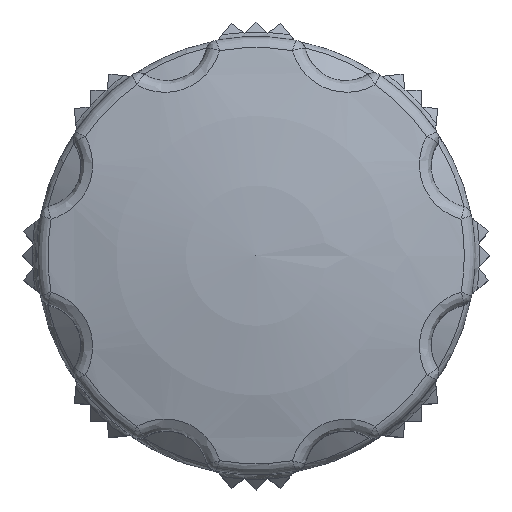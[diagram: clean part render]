
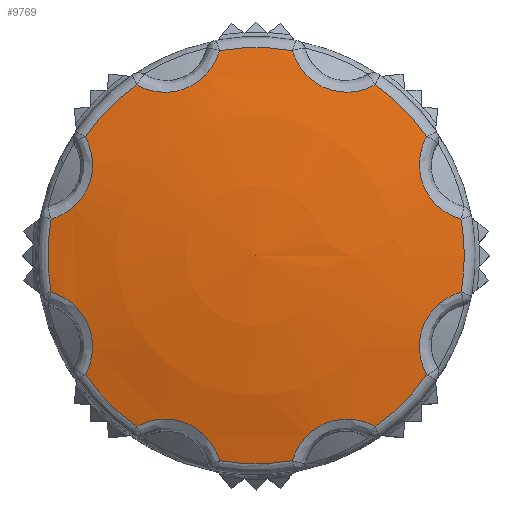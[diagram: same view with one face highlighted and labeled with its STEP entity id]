
A CAD part, top view. The second image highlights one B-rep face of the part: STEP entity #9769.
In plain terms, the highlighted spherical face has radius 28.625 mm.
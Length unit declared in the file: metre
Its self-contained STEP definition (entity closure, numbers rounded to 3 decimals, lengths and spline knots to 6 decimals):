
#92=SPHERICAL_SURFACE('',#10531,0.028625);
#1403=B_SPLINE_CURVE_WITH_KNOTS('',3,(#15121,#15122,#15123,#15124,#15125),
 .UNSPECIFIED.,.F.,.F.,(4,1,4),(0.,0.001795,
0.00359),.UNSPECIFIED.);
#1404=B_SPLINE_CURVE_WITH_KNOTS('',3,(#15129,#15130,#15131,#15132,#15133),
 .UNSPECIFIED.,.F.,.F.,(4,1,4),(0.,0.001794,
0.003588),.UNSPECIFIED.);
#1405=B_SPLINE_CURVE_WITH_KNOTS('',3,(#15137,#15138,#15139,#15140,#15141),
 .UNSPECIFIED.,.F.,.F.,(4,1,4),(0.,0.001795,
0.00359),.UNSPECIFIED.);
#1406=B_SPLINE_CURVE_WITH_KNOTS('',3,(#15145,#15146,#15147,#15148,#15149),
 .UNSPECIFIED.,.F.,.F.,(4,1,4),(0.,0.001794,
0.003588),.UNSPECIFIED.);
#1407=B_SPLINE_CURVE_WITH_KNOTS('',3,(#15153,#15154,#15155,#15156,#15157),
 .UNSPECIFIED.,.F.,.F.,(4,1,4),(0.,0.001795,
0.00359),.UNSPECIFIED.);
#1408=B_SPLINE_CURVE_WITH_KNOTS('',3,(#15161,#15162,#15163,#15164,#15165),
 .UNSPECIFIED.,.F.,.F.,(4,1,4),(0.,0.001794,
0.003588),.UNSPECIFIED.);
#1409=B_SPLINE_CURVE_WITH_KNOTS('',3,(#15169,#15170,#15171,#15172,#15173),
 .UNSPECIFIED.,.F.,.F.,(4,1,4),(0.,0.001795,
0.00359),.UNSPECIFIED.);
#1410=B_SPLINE_CURVE_WITH_KNOTS('',3,(#15177,#15178,#15179,#15180,#15181),
 .UNSPECIFIED.,.F.,.F.,(4,1,4),(0.,0.001794,
0.003588),.UNSPECIFIED.);
#3057=ORIENTED_EDGE('',*,*,#5980,.T.);
#3058=ORIENTED_EDGE('',*,*,#5981,.T.);
#3059=ORIENTED_EDGE('',*,*,#5982,.T.);
#3060=ORIENTED_EDGE('',*,*,#5983,.T.);
#3061=ORIENTED_EDGE('',*,*,#5984,.T.);
#3062=ORIENTED_EDGE('',*,*,#5985,.T.);
#3063=ORIENTED_EDGE('',*,*,#5986,.T.);
#3064=ORIENTED_EDGE('',*,*,#5987,.T.);
#3065=ORIENTED_EDGE('',*,*,#5988,.T.);
#3066=ORIENTED_EDGE('',*,*,#5989,.T.);
#3067=ORIENTED_EDGE('',*,*,#5990,.T.);
#3068=ORIENTED_EDGE('',*,*,#5991,.T.);
#3069=ORIENTED_EDGE('',*,*,#5992,.T.);
#3070=ORIENTED_EDGE('',*,*,#5993,.T.);
#3071=ORIENTED_EDGE('',*,*,#5994,.T.);
#3072=ORIENTED_EDGE('',*,*,#5995,.T.);
#5980=EDGE_CURVE('',#7450,#7451,#8127,.F.);
#5981=EDGE_CURVE('',#7451,#7452,#1403,.T.);
#5982=EDGE_CURVE('',#7452,#7453,#8128,.F.);
#5983=EDGE_CURVE('',#7453,#7454,#1404,.T.);
#5984=EDGE_CURVE('',#7454,#7455,#8129,.F.);
#5985=EDGE_CURVE('',#7455,#7456,#1405,.T.);
#5986=EDGE_CURVE('',#7456,#7457,#8130,.F.);
#5987=EDGE_CURVE('',#7457,#7458,#1406,.T.);
#5988=EDGE_CURVE('',#7458,#7459,#8131,.F.);
#5989=EDGE_CURVE('',#7459,#7460,#1407,.T.);
#5990=EDGE_CURVE('',#7460,#7461,#8132,.F.);
#5991=EDGE_CURVE('',#7461,#7462,#1408,.T.);
#5992=EDGE_CURVE('',#7462,#7463,#8133,.F.);
#5993=EDGE_CURVE('',#7463,#7464,#1409,.T.);
#5994=EDGE_CURVE('',#7464,#7465,#8134,.F.);
#5995=EDGE_CURVE('',#7465,#7450,#1410,.T.);
#7450=VERTEX_POINT('',#15119);
#7451=VERTEX_POINT('',#15120);
#7452=VERTEX_POINT('',#15126);
#7453=VERTEX_POINT('',#15128);
#7454=VERTEX_POINT('',#15134);
#7455=VERTEX_POINT('',#15136);
#7456=VERTEX_POINT('',#15142);
#7457=VERTEX_POINT('',#15144);
#7458=VERTEX_POINT('',#15150);
#7459=VERTEX_POINT('',#15152);
#7460=VERTEX_POINT('',#15158);
#7461=VERTEX_POINT('',#15160);
#7462=VERTEX_POINT('',#15166);
#7463=VERTEX_POINT('',#15168);
#7464=VERTEX_POINT('',#15174);
#7465=VERTEX_POINT('',#15176);
#8127=CIRCLE('',#10532,0.007124);
#8128=CIRCLE('',#10533,0.007124);
#8129=CIRCLE('',#10534,0.007124);
#8130=CIRCLE('',#10535,0.007124);
#8131=CIRCLE('',#10536,0.007124);
#8132=CIRCLE('',#10537,0.007124);
#8133=CIRCLE('',#10538,0.007124);
#8134=CIRCLE('',#10539,0.007124);
#8424=EDGE_LOOP('',(#3057,#3058,#3059,#3060,#3061,#3062,#3063,#3064,#3065,
#3066,#3067,#3068,#3069,#3070,#3071,#3072));
#9088=FACE_BOUND('',#8424,.T.);
#9769=ADVANCED_FACE('',(#9088),#92,.T.);
#10531=AXIS2_PLACEMENT_3D('',#15117,#11715,#11716);
#10532=AXIS2_PLACEMENT_3D('',#15118,#11717,#11718);
#10533=AXIS2_PLACEMENT_3D('',#15127,#11719,#11720);
#10534=AXIS2_PLACEMENT_3D('',#15135,#11721,#11722);
#10535=AXIS2_PLACEMENT_3D('',#15143,#11723,#11724);
#10536=AXIS2_PLACEMENT_3D('',#15151,#11725,#11726);
#10537=AXIS2_PLACEMENT_3D('',#15159,#11727,#11728);
#10538=AXIS2_PLACEMENT_3D('',#15167,#11729,#11730);
#10539=AXIS2_PLACEMENT_3D('',#15175,#11731,#11732);
#11715=DIRECTION('',(0.,0.,-1.));
#11716=DIRECTION('',(1.,0.,0.));
#11717=DIRECTION('',(0.,0.,-1.));
#11718=DIRECTION('',(-1.,0.,0.));
#11719=DIRECTION('',(0.,0.,-1.));
#11720=DIRECTION('',(-1.,0.,0.));
#11721=DIRECTION('',(0.,0.,-1.));
#11722=DIRECTION('',(-1.,0.,0.));
#11723=DIRECTION('',(0.,0.,-1.));
#11724=DIRECTION('',(-1.,0.,0.));
#11725=DIRECTION('',(0.,0.,-1.));
#11726=DIRECTION('',(-1.,0.,0.));
#11727=DIRECTION('',(0.,0.,-1.));
#11728=DIRECTION('',(-1.,0.,0.));
#11729=DIRECTION('',(0.,0.,-1.));
#11730=DIRECTION('',(-1.,0.,0.));
#11731=DIRECTION('',(0.,0.,-1.));
#11732=DIRECTION('',(-1.,0.,0.));
#15117=CARTESIAN_POINT('',(0.,0.,-0.017125));
#15118=CARTESIAN_POINT('',(0.,0.,0.010599));
#15119=CARTESIAN_POINT('',(-0.004076,0.005844,0.010599));
#15120=CARTESIAN_POINT('',(-0.005844,0.004076,0.010599));
#15121=CARTESIAN_POINT('',(-0.005844,0.004076,0.010599));
#15122=CARTESIAN_POINT('',(-0.005554,0.00357,0.010735));
#15123=CARTESIAN_POINT('',(-0.005468,0.002268,0.010903));
#15124=CARTESIAN_POINT('',(-0.006451,0.001403,0.010735));
#15125=CARTESIAN_POINT('',(-0.007014,0.00125,0.010599));
#15126=CARTESIAN_POINT('',(-0.007014,0.00125,0.010599));
#15127=CARTESIAN_POINT('',(0.,0.,0.010599));
#15128=CARTESIAN_POINT('',(-0.007014,-0.00125,0.010599));
#15129=CARTESIAN_POINT('',(-0.007014,-0.00125,0.010599));
#15130=CARTESIAN_POINT('',(-0.006452,-0.001403,0.010735));
#15131=CARTESIAN_POINT('',(-0.00547,-0.002263,0.010903));
#15132=CARTESIAN_POINT('',(-0.005554,-0.003569,0.010735));
#15133=CARTESIAN_POINT('',(-0.005844,-0.004076,0.010599));
#15134=CARTESIAN_POINT('',(-0.005844,-0.004076,0.010599));
#15135=CARTESIAN_POINT('',(0.,0.,0.010599));
#15136=CARTESIAN_POINT('',(-0.004076,-0.005844,0.010599));
#15137=CARTESIAN_POINT('',(-0.004076,-0.005844,0.010599));
#15138=CARTESIAN_POINT('',(-0.00357,-0.005554,0.010735));
#15139=CARTESIAN_POINT('',(-0.002268,-0.005468,0.010903));
#15140=CARTESIAN_POINT('',(-0.001403,-0.006451,0.010735));
#15141=CARTESIAN_POINT('',(-0.00125,-0.007014,0.010599));
#15142=CARTESIAN_POINT('',(-0.00125,-0.007014,0.010599));
#15143=CARTESIAN_POINT('',(0.,0.,0.010599));
#15144=CARTESIAN_POINT('',(0.00125,-0.007014,0.010599));
#15145=CARTESIAN_POINT('',(0.00125,-0.007014,0.010599));
#15146=CARTESIAN_POINT('',(0.001403,-0.006452,0.010735));
#15147=CARTESIAN_POINT('',(0.002263,-0.00547,0.010903));
#15148=CARTESIAN_POINT('',(0.003569,-0.005554,0.010735));
#15149=CARTESIAN_POINT('',(0.004076,-0.005844,0.010599));
#15150=CARTESIAN_POINT('',(0.004076,-0.005844,0.010599));
#15151=CARTESIAN_POINT('',(0.,0.,0.010599));
#15152=CARTESIAN_POINT('',(0.005844,-0.004076,0.010599));
#15153=CARTESIAN_POINT('',(0.005844,-0.004076,0.010599));
#15154=CARTESIAN_POINT('',(0.005554,-0.00357,0.010735));
#15155=CARTESIAN_POINT('',(0.005468,-0.002268,0.010903));
#15156=CARTESIAN_POINT('',(0.006451,-0.001403,0.010735));
#15157=CARTESIAN_POINT('',(0.007014,-0.00125,0.010599));
#15158=CARTESIAN_POINT('',(0.007014,-0.00125,0.010599));
#15159=CARTESIAN_POINT('',(0.,0.,0.010599));
#15160=CARTESIAN_POINT('',(0.007014,0.00125,0.010599));
#15161=CARTESIAN_POINT('',(0.007014,0.00125,0.010599));
#15162=CARTESIAN_POINT('',(0.006452,0.001403,0.010735));
#15163=CARTESIAN_POINT('',(0.00547,0.002263,0.010903));
#15164=CARTESIAN_POINT('',(0.005554,0.003569,0.010735));
#15165=CARTESIAN_POINT('',(0.005844,0.004076,0.010599));
#15166=CARTESIAN_POINT('',(0.005844,0.004076,0.010599));
#15167=CARTESIAN_POINT('',(0.,0.,0.010599));
#15168=CARTESIAN_POINT('',(0.004076,0.005844,0.010599));
#15169=CARTESIAN_POINT('',(0.004076,0.005844,0.010599));
#15170=CARTESIAN_POINT('',(0.00357,0.005554,0.010735));
#15171=CARTESIAN_POINT('',(0.002268,0.005468,0.010903));
#15172=CARTESIAN_POINT('',(0.001403,0.006451,0.010735));
#15173=CARTESIAN_POINT('',(0.00125,0.007014,0.010599));
#15174=CARTESIAN_POINT('',(0.00125,0.007014,0.010599));
#15175=CARTESIAN_POINT('',(0.,0.,0.010599));
#15176=CARTESIAN_POINT('',(-0.00125,0.007014,0.010599));
#15177=CARTESIAN_POINT('',(-0.00125,0.007014,0.010599));
#15178=CARTESIAN_POINT('',(-0.001403,0.006452,0.010735));
#15179=CARTESIAN_POINT('',(-0.002263,0.00547,0.010903));
#15180=CARTESIAN_POINT('',(-0.003569,0.005554,0.010735));
#15181=CARTESIAN_POINT('',(-0.004076,0.005844,0.010599));
